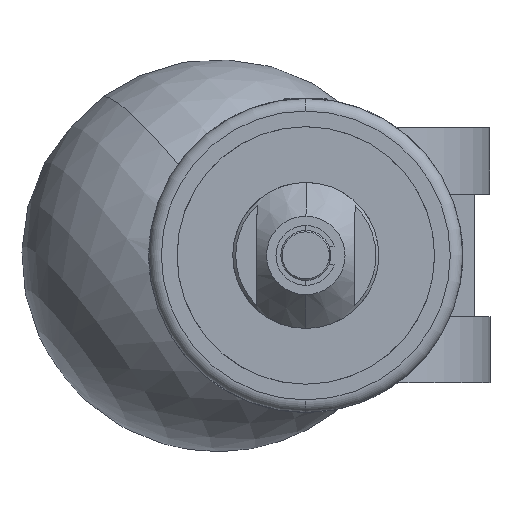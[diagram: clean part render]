
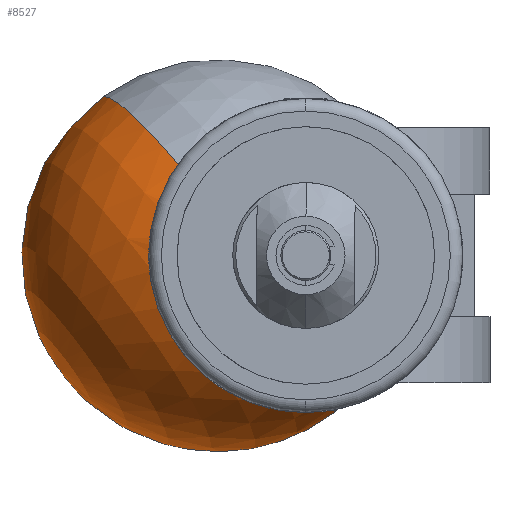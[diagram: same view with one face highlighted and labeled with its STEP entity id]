
A CAD part, left-side view. The second image highlights one B-rep face of the part: STEP entity #8527.
In plain terms, the highlighted spherical face has radius 15.875 mm.
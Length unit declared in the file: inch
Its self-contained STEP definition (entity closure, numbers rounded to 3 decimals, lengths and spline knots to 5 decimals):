
#71 = AXIS2_PLACEMENT_3D ( 'NONE', #12982, #5838, #9921 ) ;
#225 = AXIS2_PLACEMENT_3D ( 'NONE', #8301, #9660, #2765 ) ;
#1346 = CARTESIAN_POINT ( 'NONE',  ( 5.15962, 0.19044, 0. ) ) ;
#1430 = VERTEX_POINT ( 'NONE', #7687 ) ;
#2647 = CIRCLE ( 'NONE', #225, 0.625 ) ;
#2765 = DIRECTION ( 'NONE',  ( 0., -0.59, -0.808 ) ) ;
#4305 = CIRCLE ( 'NONE', #9223, 0.25 ) ;
#4353 = CARTESIAN_POINT ( 'NONE',  ( 5.12791, 0.39068, -0.14627 ) ) ;
#4376 = DIRECTION ( 'NONE',  ( 0., 0.59, 0.808 ) ) ;
#4417 = CIRCLE ( 'NONE', #12231, 0.25 ) ;
#5169 = CARTESIAN_POINT ( 'NONE',  ( 6.3427, 0.37782, 0. ) ) ;
#5838 = DIRECTION ( 'NONE',  ( 0.127, -0.801, 0.585 ) ) ;
#5908 = CARTESIAN_POINT ( 'NONE',  ( 5.13674, 0.3349, 0.20274 ) ) ;
#6096 = ORIENTED_EDGE ( 'NONE', *, *, #9019, .T. ) ;
#6180 = EDGE_LOOP ( 'NONE', ( #13718, #6309, #6096, #10812 ) ) ;
#6292 = DIRECTION ( 'NONE',  ( -0.127, 0.801, -0.585 ) ) ;
#6309 = ORIENTED_EDGE ( 'NONE', *, *, #6767, .T. ) ;
#6767 = EDGE_CURVE ( 'NONE', #9821, #1430, #13607, .T. ) ;
#6938 = AXIS2_PLACEMENT_3D ( 'NONE', #11609, #6292, #4376 ) ;
#7687 = CARTESIAN_POINT ( 'NONE',  ( 5.1825, 0.04597, -0.20274 ) ) ;
#7690 = SPHERICAL_SURFACE ( 'NONE', #71, 0.625 ) ;
#7704 = DIRECTION ( 'NONE',  ( 0.127, -0.801, 0.585 ) ) ;
#7872 = CARTESIAN_POINT ( 'NONE',  ( 5.15962, 0.19044, 0. ) ) ;
#8062 = VERTEX_POINT ( 'NONE', #4353 ) ;
#8301 = CARTESIAN_POINT ( 'NONE',  ( 5.72539, 0.28004, 0. ) ) ;
#8527 = ADVANCED_FACE ( 'NONE', ( #11522 ), #7690, .T. ) ;
#8750 = DIRECTION ( 'NONE',  ( 0.988, 0.156, 0. ) ) ;
#8900 = DIRECTION ( 'NONE',  ( 0.988, 0.156, 0. ) ) ;
#9019 = EDGE_CURVE ( 'NONE', #1430, #8062, #4305, .T. ) ;
#9223 = AXIS2_PLACEMENT_3D ( 'NONE', #7872, #8900, #11966 ) ;
#9660 = DIRECTION ( 'NONE',  ( 0.127, -0.801, 0.585 ) ) ;
#9821 = VERTEX_POINT ( 'NONE', #5169 ) ;
#9921 = DIRECTION ( 'NONE',  ( 0.092, -0.578, -0.811 ) ) ;
#10812 = ORIENTED_EDGE ( 'NONE', *, *, #11876, .T. ) ;
#11522 = FACE_OUTER_BOUND ( 'NONE', #6180, .T. ) ;
#11609 = CARTESIAN_POINT ( 'NONE',  ( 5.72539, 0.28004, 0. ) ) ;
#11806 = EDGE_CURVE ( 'NONE', #9821, #12021, #2647, .T. ) ;
#11876 = EDGE_CURVE ( 'NONE', #8062, #12021, #4417, .T. ) ;
#11966 = DIRECTION ( 'NONE',  ( 0.127, -0.801, 0.585 ) ) ;
#12021 = VERTEX_POINT ( 'NONE', #5908 ) ;
#12231 = AXIS2_PLACEMENT_3D ( 'NONE', #1346, #8750, #7704 ) ;
#12982 = CARTESIAN_POINT ( 'NONE',  ( 5.72539, 0.28004, 0. ) ) ;
#13607 = CIRCLE ( 'NONE', #6938, 0.625 ) ;
#13718 = ORIENTED_EDGE ( 'NONE', *, *, #11806, .F. ) ;
